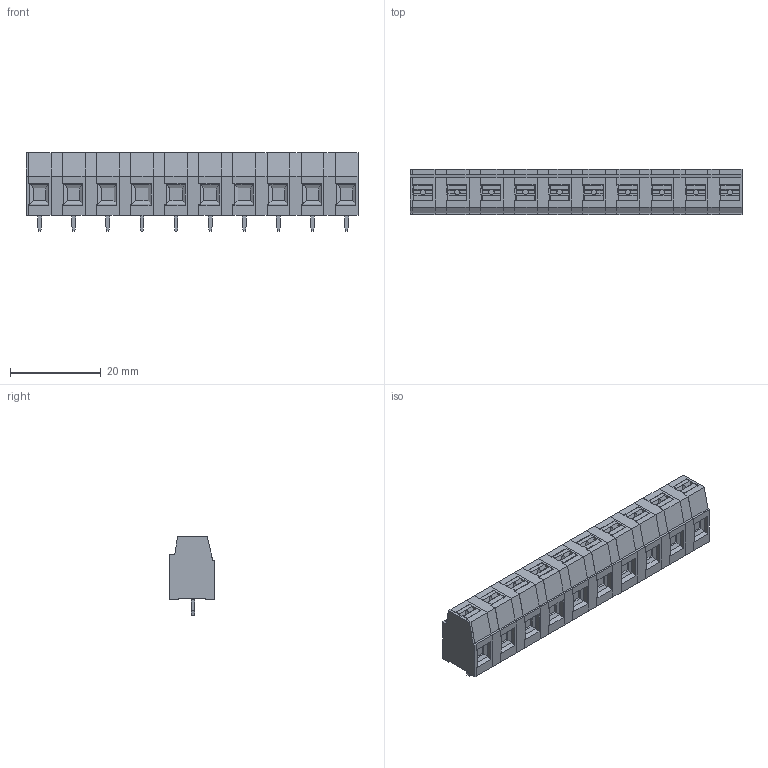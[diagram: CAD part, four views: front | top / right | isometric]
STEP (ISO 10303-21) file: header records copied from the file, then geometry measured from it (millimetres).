
FILE_DESCRIPTION(('CATIA V5 STEP Exchange','CAx-IF Rec.Pracs.--- Model Styling and Organization---1.4--- 2014-01-23'),'2;1');
FILE_NAME ('D1528370_0_2787650000_2787650000.stp','2022-04-25T08:03:13+00:00',('none'),('Weidmueller'),'CATIA Version 5-6 Release 2016 SP3 HF44','CATIA V5 STEP AP214','none');
FILE_SCHEMA(('AUTOMOTIVE_DESIGN { 1 0 10303 214 1 1 1 1 }'));
Length unit declared in the file: millimetre
Products named in the file (1): 2787650000
Bounding box: 73 x 10 x 17.3 mm (x, y, z)
Volume: 8806.3 mm3; surface area: 9579.7 mm2
Topology: 40 solids, 61 shells, 1290 faces, 3592 edges, 2420 vertices
Faces by surface type: plane 1209, cylinder 69, cone 12
Entity records: 38048 total; most frequent: CARTESIAN_POINT 8155, ORIENTED_EDGE 7184, DIRECTION 4501, EDGE_CURVE 3592, VECTOR 3179, LINE 3179, VERTEX_POINT 2420, EDGE_LOOP 1306
